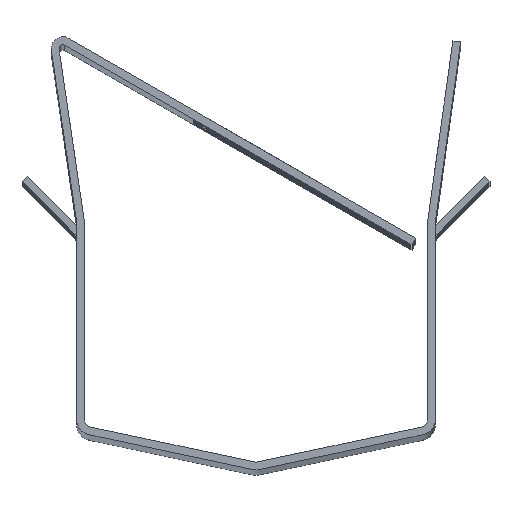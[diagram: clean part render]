
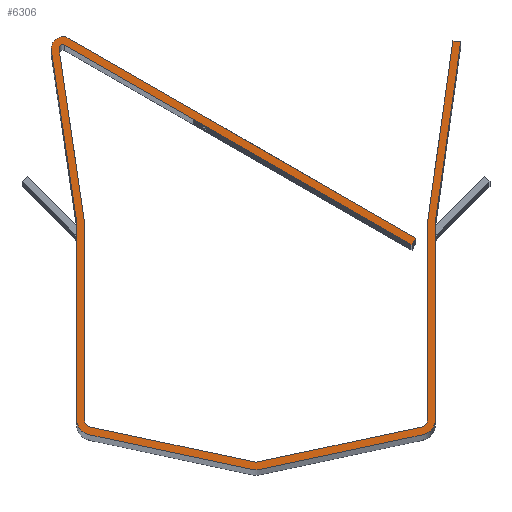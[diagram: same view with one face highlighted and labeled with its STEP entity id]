
A CAD part, top view. The second image highlights one B-rep face of the part: STEP entity #6306.
In plain terms, the highlighted planar face has unit normal (0, 0, 1).
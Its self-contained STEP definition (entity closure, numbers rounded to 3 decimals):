
#349=CIRCLE('',#6729,0.3);
#351=CIRCLE('',#6749,0.4);
#353=CIRCLE('',#6753,0.4);
#355=CIRCLE('',#6757,0.4);
#357=CIRCLE('',#6795,0.2);
#359=CIRCLE('',#6799,0.2);
#361=CIRCLE('',#6803,0.2);
#363=CIRCLE('',#6823,0.1);
#1244=ORIENTED_EDGE('',*,*,#2837,.T.);
#1245=ORIENTED_EDGE('',*,*,#2845,.T.);
#1246=ORIENTED_EDGE('',*,*,#2852,.T.);
#1247=ORIENTED_EDGE('',*,*,#2547,.T.);
#1248=ORIENTED_EDGE('',*,*,#2890,.T.);
#1249=ORIENTED_EDGE('',*,*,#2893,.T.);
#1250=ORIENTED_EDGE('',*,*,#2896,.T.);
#1251=ORIENTED_EDGE('',*,*,#2899,.T.);
#1252=ORIENTED_EDGE('',*,*,#2901,.T.);
#1253=ORIENTED_EDGE('',*,*,#2647,.T.);
#1254=ORIENTED_EDGE('',*,*,#2939,.T.);
#1255=ORIENTED_EDGE('',*,*,#2947,.T.);
#1256=ORIENTED_EDGE('',*,*,#2954,.T.);
#1257=ORIENTED_EDGE('',*,*,#2658,.T.);
#1258=ORIENTED_EDGE('',*,*,#2992,.F.);
#1259=ORIENTED_EDGE('',*,*,#2995,.T.);
#1260=ORIENTED_EDGE('',*,*,#2998,.F.);
#1261=ORIENTED_EDGE('',*,*,#3001,.T.);
#1262=ORIENTED_EDGE('',*,*,#3003,.F.);
#1263=ORIENTED_EDGE('',*,*,#2759,.T.);
#1264=ORIENTED_EDGE('',*,*,#3041,.T.);
#1265=ORIENTED_EDGE('',*,*,#3049,.F.);
#1266=ORIENTED_EDGE('',*,*,#3056,.T.);
#1267=ORIENTED_EDGE('',*,*,#2798,.T.);
#2547=EDGE_CURVE('',#3530,#3529,#4137,.T.);
#2647=EDGE_CURVE('',#3608,#3607,#4207,.T.);
#2658=EDGE_CURVE('',#3619,#3618,#4217,.T.);
#2759=EDGE_CURVE('',#3696,#3695,#4287,.T.);
#2798=EDGE_CURVE('',#3735,#3734,#4326,.T.);
#2837=EDGE_CURVE('',#3734,#3765,#4351,.T.);
#2845=EDGE_CURVE('',#3765,#3771,#349,.T.);
#2852=EDGE_CURVE('',#3771,#3530,#4360,.T.);
#2890=EDGE_CURVE('',#3529,#3805,#351,.T.);
#2893=EDGE_CURVE('',#3805,#3807,#4385,.T.);
#2896=EDGE_CURVE('',#3807,#3809,#353,.T.);
#2899=EDGE_CURVE('',#3809,#3811,#4389,.T.);
#2901=EDGE_CURVE('',#3811,#3608,#355,.T.);
#2939=EDGE_CURVE('',#3607,#3841,#4413,.T.);
#2947=EDGE_CURVE('',#3841,#3847,#4419,.T.);
#2954=EDGE_CURVE('',#3847,#3619,#4424,.T.);
#2992=EDGE_CURVE('',#3881,#3618,#357,.T.);
#2995=EDGE_CURVE('',#3881,#3883,#4449,.T.);
#2998=EDGE_CURVE('',#3885,#3883,#359,.T.);
#3001=EDGE_CURVE('',#3885,#3887,#4453,.T.);
#3003=EDGE_CURVE('',#3696,#3887,#361,.T.);
#3041=EDGE_CURVE('',#3695,#3917,#4477,.T.);
#3049=EDGE_CURVE('',#3923,#3917,#363,.T.);
#3056=EDGE_CURVE('',#3923,#3735,#4486,.T.);
#3529=VERTEX_POINT('',#9343);
#3530=VERTEX_POINT('',#9345);
#3607=VERTEX_POINT('',#9522);
#3608=VERTEX_POINT('',#9524);
#3618=VERTEX_POINT('',#9545);
#3619=VERTEX_POINT('',#9547);
#3695=VERTEX_POINT('',#9724);
#3696=VERTEX_POINT('',#9726);
#3734=VERTEX_POINT('',#9811);
#3735=VERTEX_POINT('',#9813);
#3765=VERTEX_POINT('',#9882);
#3771=VERTEX_POINT('',#9897);
#3805=VERTEX_POINT('',#9978);
#3807=VERTEX_POINT('',#9984);
#3809=VERTEX_POINT('',#9990);
#3811=VERTEX_POINT('',#9996);
#3841=VERTEX_POINT('',#10068);
#3847=VERTEX_POINT('',#10083);
#3881=VERTEX_POINT('',#10164);
#3883=VERTEX_POINT('',#10170);
#3885=VERTEX_POINT('',#10176);
#3887=VERTEX_POINT('',#10182);
#3917=VERTEX_POINT('',#10254);
#3923=VERTEX_POINT('',#10269);
#4137=LINE('',#9344,#4881);
#4207=LINE('',#9523,#4951);
#4217=LINE('',#9546,#4961);
#4287=LINE('',#9725,#5031);
#4326=LINE('',#9812,#5070);
#4351=LINE('',#9883,#5095);
#4360=LINE('',#9911,#5104);
#4385=LINE('',#9985,#5129);
#4389=LINE('',#9997,#5133);
#4413=LINE('',#10069,#5157);
#4419=LINE('',#10084,#5163);
#4424=LINE('',#10097,#5168);
#4449=LINE('',#10171,#5193);
#4453=LINE('',#10183,#5197);
#4477=LINE('',#10255,#5221);
#4486=LINE('',#10283,#5230);
#4881=VECTOR('',#7400,1000.);
#4951=VECTOR('',#7532,1000.);
#4961=VECTOR('',#7546,1000.);
#5031=VECTOR('',#7680,1000.);
#5070=VECTOR('',#7737,1000.);
#5095=VECTOR('',#7792,1000.);
#5104=VECTOR('',#7817,1000.);
#5129=VECTOR('',#7878,1000.);
#5133=VECTOR('',#7890,1000.);
#5157=VECTOR('',#7950,1000.);
#5163=VECTOR('',#7962,1000.);
#5168=VECTOR('',#7973,1000.);
#5193=VECTOR('',#8034,1000.);
#5197=VECTOR('',#8046,1000.);
#5221=VECTOR('',#8106,1000.);
#5230=VECTOR('',#8131,1000.);
#5532=EDGE_LOOP('',(#1244,#1245,#1246,#1247,#1248,#1249,#1250,#1251,#1252,
#1253,#1254,#1255,#1256,#1257,#1258,#1259,#1260,#1261,#1262,#1263,#1264,
#1265,#1266,#1267));
#5830=FACE_BOUND('',#5532,.T.);
#6120=PLANE('',#6841);
#6306=ADVANCED_FACE('',(#5830),#6120,.T.);
#6729=AXIS2_PLACEMENT_3D('',#9898,#7805,#7806);
#6749=AXIS2_PLACEMENT_3D('',#9979,#7872,#7873);
#6753=AXIS2_PLACEMENT_3D('',#9991,#7884,#7885);
#6757=AXIS2_PLACEMENT_3D('',#10000,#7895,#7896);
#6795=AXIS2_PLACEMENT_3D('',#10165,#8028,#8029);
#6799=AXIS2_PLACEMENT_3D('',#10177,#8040,#8041);
#6803=AXIS2_PLACEMENT_3D('',#10186,#8051,#8052);
#6823=AXIS2_PLACEMENT_3D('',#10270,#8119,#8120);
#6841=AXIS2_PLACEMENT_3D('',#10346,#8181,#8182);
#7400=DIRECTION('',(0.,-1.,0.));
#7532=DIRECTION('',(0.,1.,0.));
#7546=DIRECTION('',(0.,-1.,0.));
#7680=DIRECTION('',(0.,1.,0.));
#7737=DIRECTION('',(0.5,0.866,0.));
#7792=DIRECTION('',(-0.867,0.499,0.));
#7805=DIRECTION('',(0.,0.,1.));
#7806=DIRECTION('',(1.,0.,0.));
#7817=DIRECTION('',(0.145,-0.989,0.));
#7872=DIRECTION('',(0.,0.,1.));
#7873=DIRECTION('',(1.,0.,0.));
#7878=DIRECTION('',(0.978,-0.208,0.));
#7884=DIRECTION('',(0.,0.,1.));
#7885=DIRECTION('',(1.,0.,0.));
#7890=DIRECTION('',(0.978,0.208,0.));
#7895=DIRECTION('',(0.,0.,1.));
#7896=DIRECTION('',(1.,0.,0.));
#7950=DIRECTION('',(0.139,0.99,0.));
#7962=DIRECTION('',(-0.99,0.139,0.));
#7973=DIRECTION('',(-0.139,-0.99,0.));
#8028=DIRECTION('',(0.,0.,1.));
#8029=DIRECTION('',(1.,0.,0.));
#8034=DIRECTION('',(-0.978,-0.208,0.));
#8040=DIRECTION('',(0.,0.,1.));
#8041=DIRECTION('',(1.,0.,0.));
#8046=DIRECTION('',(-0.978,0.208,0.));
#8051=DIRECTION('',(0.,0.,1.));
#8052=DIRECTION('',(1.,0.,0.));
#8106=DIRECTION('',(-0.145,0.989,0.));
#8119=DIRECTION('',(0.,0.,1.));
#8120=DIRECTION('',(1.,0.,0.));
#8131=DIRECTION('',(0.867,-0.499,0.));
#8181=DIRECTION('',(0.,0.,1.));
#8182=DIRECTION('',(1.,0.,0.));
#9343=CARTESIAN_POINT('',(-4.6,1.293,80.));
#9344=CARTESIAN_POINT('',(-4.6,6.357,80.));
#9345=CARTESIAN_POINT('',(-4.6,6.357,80.));
#9522=CARTESIAN_POINT('',(4.6,6.361,80.));
#9523=CARTESIAN_POINT('',(4.6,1.293,80.));
#9524=CARTESIAN_POINT('',(4.6,1.293,80.));
#9545=CARTESIAN_POINT('',(4.4,1.293,80.));
#9546=CARTESIAN_POINT('',(4.4,6.375,80.));
#9547=CARTESIAN_POINT('',(4.4,6.375,80.));
#9724=CARTESIAN_POINT('',(-4.4,6.371,80.));
#9725=CARTESIAN_POINT('',(-4.4,1.293,80.));
#9726=CARTESIAN_POINT('',(-4.4,1.293,80.));
#9811=CARTESIAN_POINT('',(4.1,5.944,80.));
#9812=CARTESIAN_POINT('',(4.,5.771,80.));
#9813=CARTESIAN_POINT('',(4.,5.771,80.));
#9882=CARTESIAN_POINT('',(-4.8,11.066,80.));
#9883=CARTESIAN_POINT('',(4.1,5.944,80.));
#9897=CARTESIAN_POINT('',(-5.247,10.763,80.));
#9898=CARTESIAN_POINT('',(-4.95,10.806,80.));
#9911=CARTESIAN_POINT('',(-5.247,10.763,80.));
#9978=CARTESIAN_POINT('',(-4.283,0.901,80.));
#9979=CARTESIAN_POINT('',(-4.2,1.293,80.));
#9984=CARTESIAN_POINT('',(-0.083,0.009,80.));
#9985=CARTESIAN_POINT('',(-4.283,0.901,80.));
#9990=CARTESIAN_POINT('',(0.083,0.009,80.));
#9991=CARTESIAN_POINT('',(0.,0.4,80.));
#9996=CARTESIAN_POINT('',(4.283,0.901,80.));
#9997=CARTESIAN_POINT('',(0.083,0.009,80.));
#10000=CARTESIAN_POINT('',(4.2,1.293,80.));
#10068=CARTESIAN_POINT('',(5.248,10.972,80.));
#10069=CARTESIAN_POINT('',(4.6,6.361,80.));
#10083=CARTESIAN_POINT('',(5.05,11.,80.));
#10084=CARTESIAN_POINT('',(5.248,10.972,80.));
#10097=CARTESIAN_POINT('',(5.05,11.,80.));
#10164=CARTESIAN_POINT('',(4.242,1.097,80.));
#10165=CARTESIAN_POINT('',(4.2,1.293,80.));
#10170=CARTESIAN_POINT('',(0.042,0.204,80.));
#10171=CARTESIAN_POINT('',(4.242,1.097,80.));
#10176=CARTESIAN_POINT('',(-0.042,0.204,80.));
#10177=CARTESIAN_POINT('',(0.,0.4,80.));
#10182=CARTESIAN_POINT('',(-4.242,1.097,80.));
#10183=CARTESIAN_POINT('',(-0.042,0.204,80.));
#10186=CARTESIAN_POINT('',(-4.2,1.293,80.));
#10254=CARTESIAN_POINT('',(-5.049,10.792,80.));
#10255=CARTESIAN_POINT('',(-4.4,6.371,80.));
#10269=CARTESIAN_POINT('',(-4.9,10.893,80.));
#10270=CARTESIAN_POINT('',(-4.95,10.806,80.));
#10283=CARTESIAN_POINT('',(-4.9,10.893,80.));
#10346=CARTESIAN_POINT('',(-4.95,10.806,80.));
